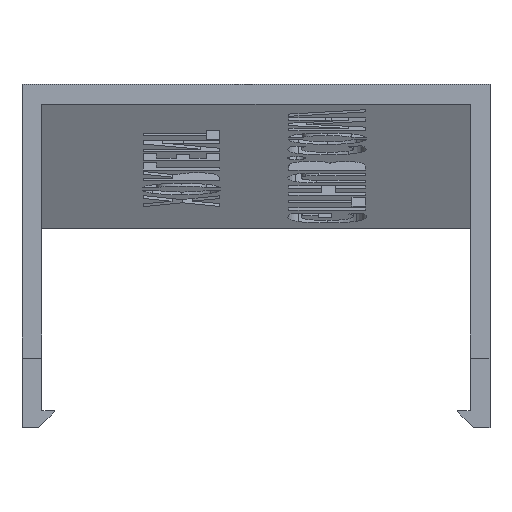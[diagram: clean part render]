
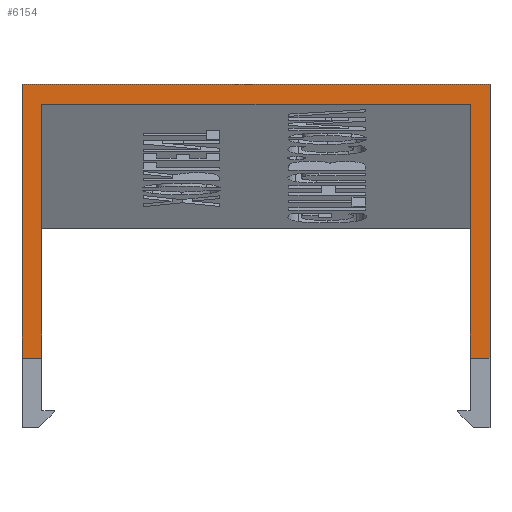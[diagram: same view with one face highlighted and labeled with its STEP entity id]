
A CAD part, front view. The second image highlights one B-rep face of the part: STEP entity #6154.
In plain terms, the highlighted planar face has unit normal (0, -1, 0).
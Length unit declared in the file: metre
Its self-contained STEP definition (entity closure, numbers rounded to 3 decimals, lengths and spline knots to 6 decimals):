
#26=PLANE('',#6475);
#365=LINE('',#8454,#1111);
#437=LINE('',#8849,#1183);
#519=LINE('',#9185,#1265);
#554=LINE('',#9254,#1300);
#592=LINE('',#9330,#1338);
#602=LINE('',#9348,#1348);
#603=LINE('',#9350,#1349);
#604=LINE('',#9351,#1350);
#1111=VECTOR('',#6819,1.);
#1183=VECTOR('',#6893,1.);
#1265=VECTOR('',#6981,1.);
#1300=VECTOR('',#7018,1.);
#1338=VECTOR('',#7058,1.);
#1348=VECTOR('',#7076,1.);
#1349=VECTOR('',#7077,1.);
#1350=VECTOR('',#7078,1.);
#2293=ORIENTED_EDGE('',*,*,#4037,.F.);
#2294=ORIENTED_EDGE('',*,*,#3912,.F.);
#2295=ORIENTED_EDGE('',*,*,#4110,.T.);
#2296=ORIENTED_EDGE('',*,*,#4120,.F.);
#2297=ORIENTED_EDGE('',*,*,#4121,.F.);
#2298=ORIENTED_EDGE('',*,*,#3777,.T.);
#2299=ORIENTED_EDGE('',*,*,#4122,.T.);
#2300=ORIENTED_EDGE('',*,*,#4072,.F.);
#3777=EDGE_CURVE('',#4695,#4697,#365,.T.);
#3912=EDGE_CURVE('',#4830,#4831,#437,.F.);
#4037=EDGE_CURVE('',#4831,#4953,#519,.T.);
#4072=EDGE_CURVE('',#4953,#4986,#554,.T.);
#4110=EDGE_CURVE('',#4830,#5022,#592,.T.);
#4120=EDGE_CURVE('',#5027,#5022,#602,.T.);
#4121=EDGE_CURVE('',#4695,#5027,#603,.T.);
#4122=EDGE_CURVE('',#4697,#4986,#604,.T.);
#4695=VERTEX_POINT('',#8449);
#4697=VERTEX_POINT('',#8453);
#4830=VERTEX_POINT('',#8848);
#4831=VERTEX_POINT('',#8850);
#4953=VERTEX_POINT('',#9186);
#4986=VERTEX_POINT('',#9255);
#5022=VERTEX_POINT('',#9329);
#5027=VERTEX_POINT('',#9349);
#5363=EDGE_LOOP('',(#2293,#2294,#2295,#2296,#2297,#2298,#2299,#2300));
#5741=FACE_BOUND('',#5363,.T.);
#6154=ADVANCED_FACE('',(#5741),#26,.F.);
#6475=AXIS2_PLACEMENT_3D('',#9347,#7074,#7075);
#6819=DIRECTION('',(-1.,0.,0.));
#6893=DIRECTION('',(1.,0.,0.));
#6981=DIRECTION('',(0.,0.,-1.));
#7018=DIRECTION('',(-1.,0.,0.));
#7058=DIRECTION('',(0.,0.,-1.));
#7074=DIRECTION('',(0.,1.,0.));
#7075=DIRECTION('',(0.,0.,1.));
#7076=DIRECTION('',(-1.,0.,0.));
#7077=DIRECTION('',(0.,0.,-1.));
#7078=DIRECTION('',(0.,0.,-1.));
#8449=CARTESIAN_POINT('',(0.011938,0.017805,0.016612));
#8453=CARTESIAN_POINT('',(-0.011938,0.017805,0.016612));
#8454=CARTESIAN_POINT('',(0.011938,0.017805,0.016612));
#8848=CARTESIAN_POINT('',(0.010922,0.017805,0.015583));
#8849=CARTESIAN_POINT('',(0.011938,0.017805,0.015583));
#8850=CARTESIAN_POINT('',(-0.010922,0.017805,0.015583));
#9185=CARTESIAN_POINT('',(-0.010922,0.017805,0.009627));
#9186=CARTESIAN_POINT('',(-0.010922,0.017805,0.002642));
#9254=CARTESIAN_POINT('',(0.011938,0.017805,0.002642));
#9255=CARTESIAN_POINT('',(-0.011938,0.017805,0.002642));
#9329=CARTESIAN_POINT('',(0.010922,0.017805,0.002642));
#9330=CARTESIAN_POINT('',(0.010922,0.017805,0.009627));
#9347=CARTESIAN_POINT('',(0.011938,0.017805,0.009627));
#9348=CARTESIAN_POINT('',(0.011938,0.017805,0.002642));
#9349=CARTESIAN_POINT('',(0.011938,0.017805,0.002642));
#9350=CARTESIAN_POINT('',(0.011938,0.017805,0.009627));
#9351=CARTESIAN_POINT('',(-0.011938,0.017805,0.009627));
